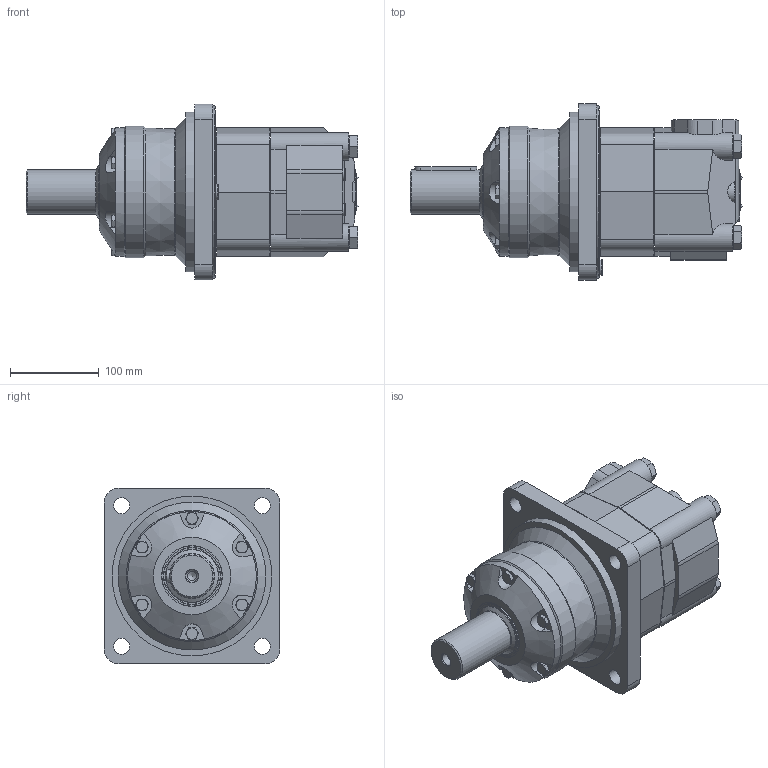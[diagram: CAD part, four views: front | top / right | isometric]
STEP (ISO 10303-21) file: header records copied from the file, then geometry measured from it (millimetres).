
FILE_DESCRIPTION( ( 'STEP AP214' ), '1' );
FILE_NAME( 'MVW800C.stp', '2019-11-15T07:31:01', ( '' ), ( '' ), ' ', 'PARTsolutions', ' ' );
FILE_SCHEMA( ( 'AUTOMOTIVE_DESIGN { 1 0 10303 214 1 1 1 1 }' ) );
Length unit declared in the file: millimetre
Products named in the file (6): MVW800C; _MVWFL; _MV-CSH_W; _MV800D; _MVP; HI_Hexagon bolt DIN 931-1 M16x1000
Assembly tree (8 placements, depth 2):
  MVW800C
    _MVWFL
    _MV-CSH_W
    _MV800D
    _MVP
    HI_Hexagon bolt DIN 931-1 M16x1000  x4
Bounding box: 373.8 x 198 x 198 mm (x, y, z)
Volume: 5625897.8 mm3; surface area: 430161.4 mm2
Topology: 8 solids, 8 shells, 558 faces, 1306 edges, 819 vertices
Faces by surface type: plane 299, cylinder 142, cone 104, torus 9, sphere 4
Full cylindrical faces by diameter (mm): 7 x2, 8 x1, 10.106 x5, 13 x6, 13.835 x4, 14 x3, 14.8 x2, 15 x4, 16 x4, 16.2 x4, 16.3 x4, 16.8 x4, 17 x5, 18 x5, 18.4 x4, 22 x1, 30.291 x2, 50 x1, 60 x2, 120 x2, 125.5 x1, 145 x1, 148 x1, 180 x1, 194 x1
Entity records: 18552 total; most frequent: CARTESIAN_POINT 3437, DIRECTION 2316, ORIENTED_EDGE 2078, EDGE_CURVE 1039, AXIS2_PLACEMENT_3D 902, VERTEX_POINT 731, EDGE_LOOP 686, FACE_OUTER_BOUND 568
